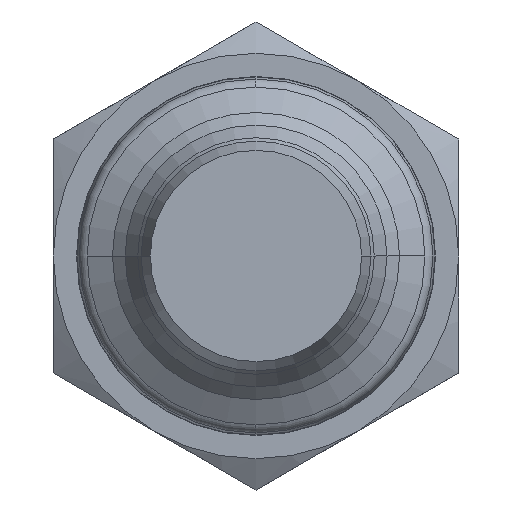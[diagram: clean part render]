
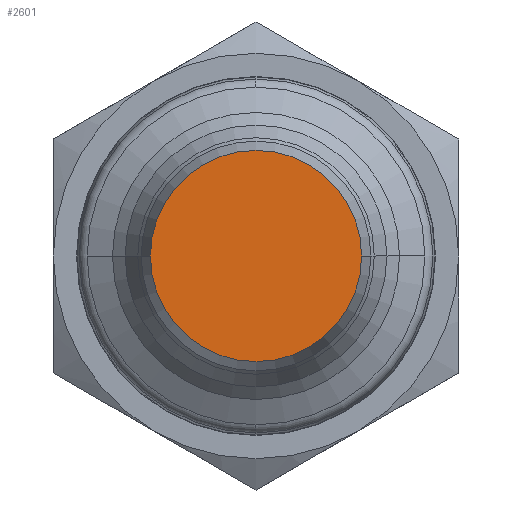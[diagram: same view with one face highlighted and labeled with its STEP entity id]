
A CAD part, front view. The second image highlights one B-rep face of the part: STEP entity #2601.
In plain terms, the highlighted planar face has unit normal (0, -1, 0).
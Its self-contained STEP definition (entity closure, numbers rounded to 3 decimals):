
#276 = DIRECTION ( 'NONE',  ( 0., -1., 0. ) ) ;
#291 = EDGE_LOOP ( 'NONE', ( #674, #4780 ) ) ;
#392 = AXIS2_PLACEMENT_3D ( 'NONE', #5069, #2426, #5504 ) ;
#580 = CIRCLE ( 'NONE', #3342, 6.254 ) ;
#605 = VERTEX_POINT ( 'NONE', #2733 ) ;
#674 = ORIENTED_EDGE ( 'NONE', *, *, #4208, .T. ) ;
#878 = VERTEX_POINT ( 'NONE', #2089 ) ;
#1728 = DIRECTION ( 'NONE',  ( 0., -1., 0. ) ) ;
#2089 = CARTESIAN_POINT ( 'NONE',  ( 6.254, -86., 0. ) ) ;
#2426 = DIRECTION ( 'NONE',  ( 0., -1., 0. ) ) ;
#2601 = ADVANCED_FACE ( 'NONE', ( #5236 ), #5546, .T. ) ;
#2733 = CARTESIAN_POINT ( 'NONE',  ( -6.254, -86., 0. ) ) ;
#3285 = CIRCLE ( 'NONE', #392, 6.254 ) ;
#3342 = AXIS2_PLACEMENT_3D ( 'NONE', #4383, #1728, #4824 ) ;
#3356 = DIRECTION ( 'NONE',  ( 1., 0., 0. ) ) ;
#3675 = AXIS2_PLACEMENT_3D ( 'NONE', #4236, #276, #3356 ) ;
#4208 = EDGE_CURVE ( 'NONE', #605, #878, #3285, .T. ) ;
#4236 = CARTESIAN_POINT ( 'NONE',  ( -12., -86., 20.785 ) ) ;
#4383 = CARTESIAN_POINT ( 'NONE',  ( 0., -86., 0. ) ) ;
#4780 = ORIENTED_EDGE ( 'NONE', *, *, #5295, .T. ) ;
#4824 = DIRECTION ( 'NONE',  ( 1., 0., 0. ) ) ;
#5069 = CARTESIAN_POINT ( 'NONE',  ( 0., -86., 0. ) ) ;
#5236 = FACE_OUTER_BOUND ( 'NONE', #291, .T. ) ;
#5295 = EDGE_CURVE ( 'NONE', #878, #605, #580, .T. ) ;
#5504 = DIRECTION ( 'NONE',  ( 1., 0., 0. ) ) ;
#5546 = PLANE ( 'NONE',  #3675 ) ;
